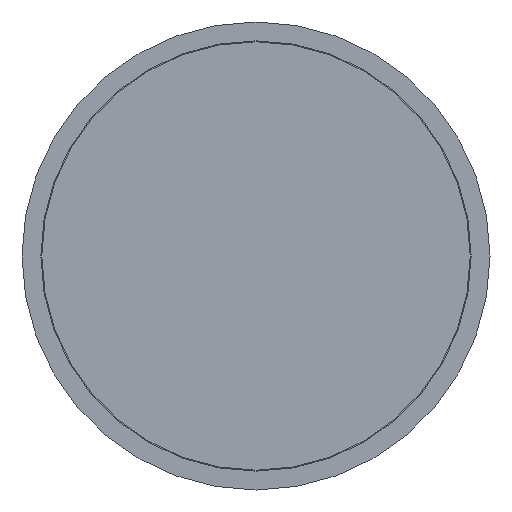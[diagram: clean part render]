
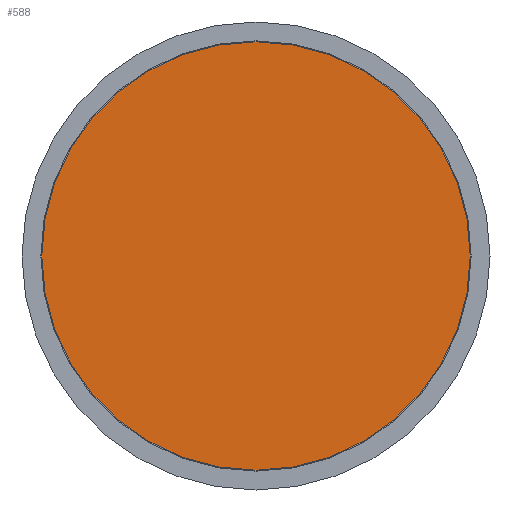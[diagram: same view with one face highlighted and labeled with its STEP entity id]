
A CAD part, front view. The second image highlights one B-rep face of the part: STEP entity #588.
In plain terms, the highlighted planar face has unit normal (0, -1, 0).
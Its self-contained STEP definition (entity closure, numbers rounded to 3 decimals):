
#72 = DIRECTION ( 'NONE',  ( 0., 0., 1. ) ) ;
#108 = CIRCLE ( 'NONE', #822, 56.75 ) ;
#201 = DIRECTION ( 'NONE',  ( 0., -1., 0. ) ) ;
#297 = AXIS2_PLACEMENT_3D ( 'NONE', #372, #908, #72 ) ;
#354 = CARTESIAN_POINT ( 'NONE',  ( 0., 0., 0. ) ) ;
#372 = CARTESIAN_POINT ( 'NONE',  ( -56.75, 0., 0. ) ) ;
#535 = PLANE ( 'NONE',  #297 ) ;
#557 = CARTESIAN_POINT ( 'NONE',  ( 0., 0., -56.75 ) ) ;
#588 = ADVANCED_FACE ( 'NONE', ( #911 ), #535, .F. ) ;
#637 = EDGE_LOOP ( 'NONE', ( #952 ) ) ;
#651 = DIRECTION ( 'NONE',  ( 0., 0., -1. ) ) ;
#822 = AXIS2_PLACEMENT_3D ( 'NONE', #354, #201, #651 ) ;
#838 = EDGE_CURVE ( 'NONE', #946, #946, #108, .T. ) ;
#908 = DIRECTION ( 'NONE',  ( 0., 1., 0. ) ) ;
#911 = FACE_OUTER_BOUND ( 'NONE', #637, .T. ) ;
#946 = VERTEX_POINT ( 'NONE', #557 ) ;
#952 = ORIENTED_EDGE ( 'NONE', *, *, #838, .T. ) ;
